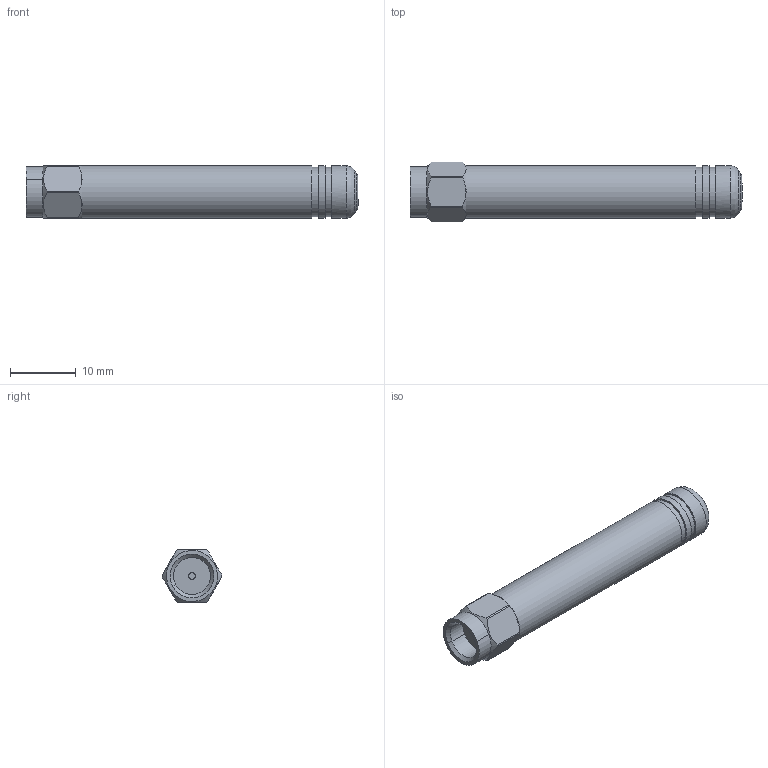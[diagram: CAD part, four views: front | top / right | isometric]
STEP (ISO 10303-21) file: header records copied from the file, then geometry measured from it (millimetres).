
FILE_DESCRIPTION(('FreeCAD Model'),'2;1');
FILE_NAME('Open CASCADE Shape Model','2022-04-07T16:40:14',('Author'),( ''),'Open CASCADE STEP processor 7.5','FreeCAD','Unknown');
FILE_SCHEMA(('AUTOMOTIVE_DESIGN { 1 0 10303 214 1 1 1 1 }'));
Length unit declared in the file: millimetre
Products named in the file (5): GSM_ANTENNA; Part002; Body; Part; Shell
Assembly tree (4 placements, depth 3):
  GSM_ANTENNA
    Part002
      Body
    Part
      Shell
Bounding box: 50.45 x 9.1 x 8 mm (x, y, z)
Volume: 2079.8 mm3; surface area: 1509.2 mm2
Topology: 1 solids, 2 shells, 42 faces, 91 edges, 59 vertices
Faces by surface type: cylinder 17, plane 16, cone 7, bspline 1, torus 1
Full cylindrical faces by diameter (mm): 7.5 x2, 8 x3
Entity records: 3325 total; most frequent: CARTESIAN_POINT 1450, DIRECTION 320, ORIENTED_EDGE 180, PCURVE 180, DEFINITIONAL_REPRESENTATION 180, LINE 122, VECTOR 122, EDGE_CURVE 91
